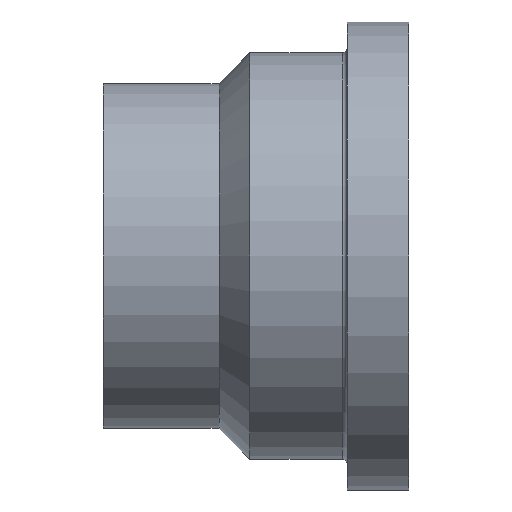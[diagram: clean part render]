
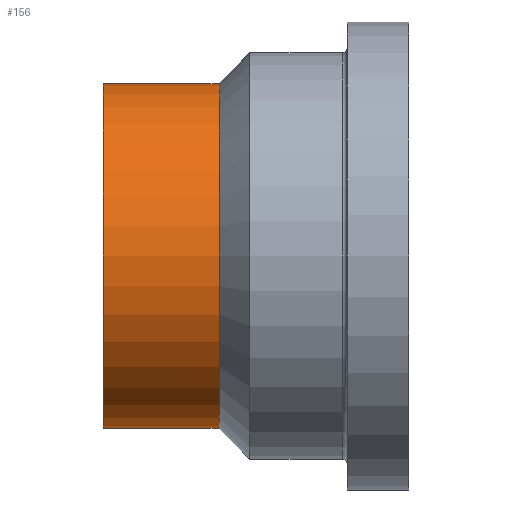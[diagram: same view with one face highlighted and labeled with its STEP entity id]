
A CAD part, front view. The second image highlights one B-rep face of the part: STEP entity #156.
In plain terms, the highlighted cylindrical face has radius 70 mm (diameter 140 mm), a full revolution.
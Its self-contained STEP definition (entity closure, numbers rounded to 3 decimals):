
#24=LINE('',#285,#31);
#31=VECTOR('',#233,70.);
#38=CYLINDRICAL_SURFACE('',#193,70.);
#45=FACE_OUTER_BOUND('',#57,.T.);
#57=EDGE_LOOP('',(#124,#125,#126,#127));
#73=CIRCLE('',#194,70.);
#74=CIRCLE('',#195,70.);
#85=VERTEX_POINT('',#282);
#86=VERTEX_POINT('',#284);
#99=EDGE_CURVE('',#85,#85,#73,.T.);
#100=EDGE_CURVE('',#85,#86,#24,.T.);
#101=EDGE_CURVE('',#86,#86,#74,.T.);
#124=ORIENTED_EDGE('',*,*,#99,.F.);
#125=ORIENTED_EDGE('',*,*,#100,.T.);
#126=ORIENTED_EDGE('',*,*,#101,.T.);
#127=ORIENTED_EDGE('',*,*,#100,.F.);
#156=ADVANCED_FACE('',(#45),#38,.T.);
#193=AXIS2_PLACEMENT_3D('',#281,#229,#230);
#194=AXIS2_PLACEMENT_3D('',#283,#231,#232);
#195=AXIS2_PLACEMENT_3D('',#286,#234,#235);
#229=DIRECTION('center_axis',(1.,0.,0.));
#230=DIRECTION('ref_axis',(0.,1.,0.));
#231=DIRECTION('center_axis',(1.,0.,0.));
#232=DIRECTION('ref_axis',(0.,0.,-1.));
#233=DIRECTION('',(-1.,0.,0.));
#234=DIRECTION('center_axis',(1.,0.,0.));
#235=DIRECTION('ref_axis',(0.,0.,-1.));
#281=CARTESIAN_POINT('Origin',(23.5,0.,0.));
#282=CARTESIAN_POINT('',(47.,-70.,0.));
#283=CARTESIAN_POINT('Origin',(47.,0.,0.));
#284=CARTESIAN_POINT('',(0.,-70.,0.));
#285=CARTESIAN_POINT('',(23.5,-70.,0.));
#286=CARTESIAN_POINT('Origin',(0.,0.,0.));
